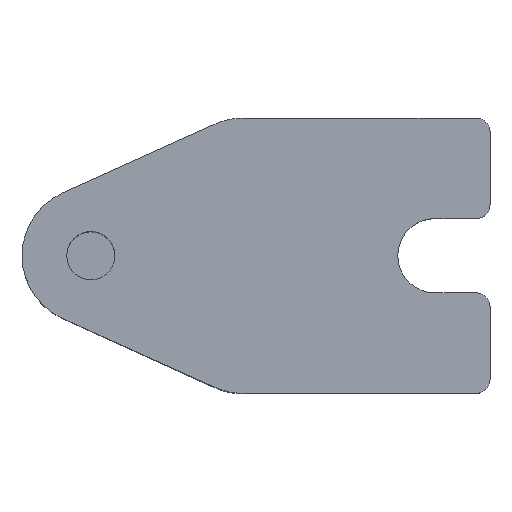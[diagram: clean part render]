
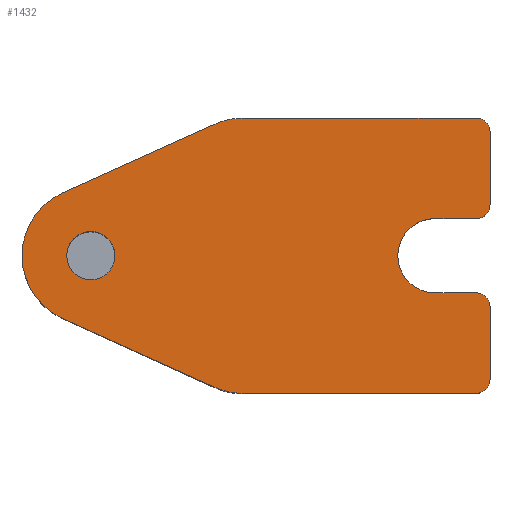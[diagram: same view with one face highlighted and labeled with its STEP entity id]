
A CAD part, top view. The second image highlights one B-rep face of the part: STEP entity #1432.
In plain terms, the highlighted planar face has unit normal (0, 0, 1).
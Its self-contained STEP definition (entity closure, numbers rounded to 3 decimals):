
#263=CARTESIAN_POINT('',(0.,0.,5.));
#264=DIRECTION('',(0.,0.,-1.));
#265=DIRECTION('',(-1.,0.,0.));
#266=AXIS2_PLACEMENT_3D('',#263,#264,#265);
#271=CARTESIAN_POINT('',(0.,0.,5.));
#272=DIRECTION('',(0.,0.,-1.));
#273=DIRECTION('',(1.,0.,0.));
#274=AXIS2_PLACEMENT_3D('',#271,#272,#273);
#279=CARTESIAN_POINT('',(28.,9.,5.));
#280=DIRECTION('',(0.,0.,1.));
#281=DIRECTION('',(1.,0.,0.));
#282=AXIS2_PLACEMENT_3D('',#279,#280,#281);
#287=CARTESIAN_POINT('',(28.,3.7,5.));
#288=DIRECTION('',(0.,0.,1.));
#289=DIRECTION('',(0.707,-0.707,0.));
#290=AXIS2_PLACEMENT_3D('',#287,#288,#289);
#295=CARTESIAN_POINT('',(28.,3.7,5.));
#296=DIRECTION('',(0.,0.,1.));
#297=DIRECTION('',(0.,-1.,0.));
#298=AXIS2_PLACEMENT_3D('',#295,#296,#297);
#303=DIRECTION('',(1.,0.,0.));
#304=VECTOR('',#303,3.);
#305=CARTESIAN_POINT('',(25.,2.7,5.));
#306=LINE('',#305,#304);
#310=CARTESIAN_POINT('',(25.,0.,5.));
#311=DIRECTION('',(0.,0.,-1.));
#312=DIRECTION('',(-1.,0.,0.));
#313=AXIS2_PLACEMENT_3D('',#310,#311,#312);
#318=CARTESIAN_POINT('',(25.,0.,5.));
#319=DIRECTION('',(0.,0.,-1.));
#320=DIRECTION('',(0.,-1.,0.));
#321=AXIS2_PLACEMENT_3D('',#318,#319,#320);
#326=DIRECTION('',(-1.,0.,0.));
#327=VECTOR('',#326,3.);
#328=CARTESIAN_POINT('',(28.,-2.7,5.));
#329=LINE('',#328,#327);
#333=CARTESIAN_POINT('',(28.,-3.7,5.));
#334=DIRECTION('',(0.,0.,1.));
#335=DIRECTION('',(0.707,0.707,0.));
#336=AXIS2_PLACEMENT_3D('',#333,#334,#335);
#341=CARTESIAN_POINT('',(28.,-3.7,5.));
#342=DIRECTION('',(0.,0.,1.));
#343=DIRECTION('',(1.,0.,0.));
#344=AXIS2_PLACEMENT_3D('',#341,#342,#343);
#349=DIRECTION('',(0.,1.,0.));
#350=VECTOR('',#349,5.3);
#351=CARTESIAN_POINT('',(29.,-9.,5.));
#352=LINE('',#351,#350);
#356=CARTESIAN_POINT('',(28.,-9.,5.));
#357=DIRECTION('',(0.,0.,1.));
#358=DIRECTION('',(0.707,-0.707,0.));
#359=AXIS2_PLACEMENT_3D('',#356,#357,#358);
#364=CARTESIAN_POINT('',(28.,-9.,5.));
#365=DIRECTION('',(0.,0.,1.));
#366=DIRECTION('',(0.,-1.,0.));
#367=AXIS2_PLACEMENT_3D('',#364,#365,#366);
#372=DIRECTION('',(1.,0.,0.));
#373=VECTOR('',#372,16.924);
#374=CARTESIAN_POINT('',(11.076,-10.,5.));
#375=LINE('',#374,#373);
#379=CARTESIAN_POINT('',(11.076,-5.,5.));
#380=DIRECTION('',(0.,0.,1.));
#381=DIRECTION('',(-0.21,-0.978,0.));
#382=AXIS2_PLACEMENT_3D('',#379,#380,#381);
#387=CARTESIAN_POINT('',(11.076,-5.,5.));
#388=DIRECTION('',(0.,0.,1.));
#389=DIRECTION('',(-0.411,-0.911,0.));
#390=AXIS2_PLACEMENT_3D('',#387,#388,#389);
#395=DIRECTION('',(0.911,-0.411,0.));
#396=VECTOR('',#395,12.153);
#397=CARTESIAN_POINT('',(-2.057,-4.557,5.));
#398=LINE('',#397,#396);
#402=CARTESIAN_POINT('',(0.,0.,5.));
#403=DIRECTION('',(0.,0.,1.));
#404=DIRECTION('',(-0.411,0.911,0.));
#405=AXIS2_PLACEMENT_3D('',#402,#403,#404);
#410=DIRECTION('',(-0.911,-0.411,0.));
#411=VECTOR('',#410,12.153);
#412=CARTESIAN_POINT('',(9.019,9.557,5.));
#413=LINE('',#412,#411);
#417=CARTESIAN_POINT('',(11.076,5.,5.));
#418=DIRECTION('',(0.,0.,1.));
#419=DIRECTION('',(-0.21,0.978,0.));
#420=AXIS2_PLACEMENT_3D('',#417,#418,#419);
#425=CARTESIAN_POINT('',(11.076,5.,5.));
#426=DIRECTION('',(0.,0.,1.));
#427=DIRECTION('',(0.,1.,0.));
#428=AXIS2_PLACEMENT_3D('',#425,#426,#427);
#433=DIRECTION('',(-1.,0.,0.));
#434=VECTOR('',#433,16.924);
#435=CARTESIAN_POINT('',(28.,10.,5.));
#436=LINE('',#435,#434);
#440=CARTESIAN_POINT('',(28.,9.,5.));
#441=DIRECTION('',(0.,0.,1.));
#442=DIRECTION('',(0.707,0.707,0.));
#443=AXIS2_PLACEMENT_3D('',#440,#441,#442);
#515=DIRECTION('',(0.,-1.,0.));
#516=VECTOR('',#515,5.3);
#517=CARTESIAN_POINT('',(29.,9.,5.));
#518=LINE('',#517,#516);
#1132=CARTESIAN_POINT('',(29.,9.,5.));
#1133=VERTEX_POINT('',#1132);
#1134=CARTESIAN_POINT('',(28.,10.,5.));
#1135=VERTEX_POINT('',#1134);
#1136=CARTESIAN_POINT('',(29.,3.7,5.));
#1137=VERTEX_POINT('',#1136);
#1140=CARTESIAN_POINT('',(28.707,9.707,5.));
#1141=VERTEX_POINT('',#1140);
#1148=CARTESIAN_POINT('',(11.076,10.,5.));
#1149=VERTEX_POINT('',#1148);
#1154=CARTESIAN_POINT('',(28.,2.7,5.));
#1155=VERTEX_POINT('',#1154);
#1156=CARTESIAN_POINT('',(28.707,2.993,5.));
#1157=VERTEX_POINT('',#1156);
#1172=CARTESIAN_POINT('',(25.,2.7,5.));
#1173=VERTEX_POINT('',#1172);
#1174=CARTESIAN_POINT('',(10.024,9.888,5.));
#1175=CARTESIAN_POINT('',(9.019,9.557,5.));
#1176=VERTEX_POINT('',#1174);
#1177=VERTEX_POINT('',#1175);
#1188=CARTESIAN_POINT('',(29.,-3.7,5.));
#1189=VERTEX_POINT('',#1188);
#1190=CARTESIAN_POINT('',(28.,-2.7,5.));
#1191=VERTEX_POINT('',#1190);
#1192=CARTESIAN_POINT('',(-2.057,4.557,5.));
#1193=VERTEX_POINT('',#1192);
#1194=CARTESIAN_POINT('',(22.3,0.,5.));
#1195=VERTEX_POINT('',#1194);
#1196=CARTESIAN_POINT('',(25.,-2.7,5.));
#1197=VERTEX_POINT('',#1196);
#1208=CARTESIAN_POINT('',(28.707,-9.707,5.));
#1209=CARTESIAN_POINT('',(29.,-9.,5.));
#1210=VERTEX_POINT('',#1208);
#1211=VERTEX_POINT('',#1209);
#1212=CARTESIAN_POINT('',(28.,-10.,5.));
#1213=VERTEX_POINT('',#1212);
#1216=CARTESIAN_POINT('',(28.707,-2.993,5.));
#1217=VERTEX_POINT('',#1216);
#1218=CARTESIAN_POINT('',(-2.057,-4.557,5.));
#1219=VERTEX_POINT('',#1218);
#1226=CARTESIAN_POINT('',(9.019,-9.557,5.));
#1227=VERTEX_POINT('',#1226);
#1235=CARTESIAN_POINT('',(11.076,-10.,5.));
#1236=VERTEX_POINT('',#1235);
#1237=CARTESIAN_POINT('',(10.024,-9.888,5.));
#1238=VERTEX_POINT('',#1237);
#1269=CARTESIAN_POINT('',(1.75,0.,5.));
#1271=VERTEX_POINT('',#1269);
#1273=CARTESIAN_POINT('',(-1.75,0.,5.));
#1275=VERTEX_POINT('',#1273);
#1376=CARTESIAN_POINT('',(18.046,0.,5.));
#1377=DIRECTION('',(0.,0.,1.));
#1378=DIRECTION('',(1.,0.,0.));
#1379=AXIS2_PLACEMENT_3D('',#1376,#1377,#1378);
#1380=PLANE('',#1379);
#1381=ORIENTED_EDGE('',*,*,#1299,.F.);
#1383=ORIENTED_EDGE('',*,*,#1382,.T.);
#1385=ORIENTED_EDGE('',*,*,#1384,.F.);
#1387=ORIENTED_EDGE('',*,*,#1386,.F.);
#1389=ORIENTED_EDGE('',*,*,#1388,.F.);
#1391=ORIENTED_EDGE('',*,*,#1390,.F.);
#1393=ORIENTED_EDGE('',*,*,#1392,.F.);
#1395=ORIENTED_EDGE('',*,*,#1394,.F.);
#1397=ORIENTED_EDGE('',*,*,#1396,.F.);
#1399=ORIENTED_EDGE('',*,*,#1398,.F.);
#1401=ORIENTED_EDGE('',*,*,#1400,.F.);
#1403=ORIENTED_EDGE('',*,*,#1402,.F.);
#1405=ORIENTED_EDGE('',*,*,#1404,.F.);
#1407=ORIENTED_EDGE('',*,*,#1406,.F.);
#1409=ORIENTED_EDGE('',*,*,#1408,.F.);
#1411=ORIENTED_EDGE('',*,*,#1410,.F.);
#1413=ORIENTED_EDGE('',*,*,#1412,.F.);
#1415=ORIENTED_EDGE('',*,*,#1414,.F.);
#1417=ORIENTED_EDGE('',*,*,#1416,.F.);
#1419=ORIENTED_EDGE('',*,*,#1418,.F.);
#1421=ORIENTED_EDGE('',*,*,#1420,.F.);
#1422=ORIENTED_EDGE('',*,*,#1364,.F.);
#1423=ORIENTED_EDGE('',*,*,#1301,.F.);
#1424=EDGE_LOOP('',(#1381,#1383,#1385,#1387,#1389,#1391,#1393,#1395,#1397,#1399,
#1401,#1403,#1405,#1407,#1409,#1411,#1413,#1415,#1417,#1419,#1421,#1422,#1423));
#1425=FACE_OUTER_BOUND('',#1424,.F.);
#1427=ORIENTED_EDGE('',*,*,#1426,.F.);
#1429=ORIENTED_EDGE('',*,*,#1428,.F.);
#1430=EDGE_LOOP('',(#1427,#1429));
#1431=FACE_BOUND('',#1430,.F.);
#267=CIRCLE('',#266,1.75);
#275=CIRCLE('',#274,1.75);
#283=CIRCLE('',#282,1.);
#291=CIRCLE('',#290,1.);
#299=CIRCLE('',#298,1.);
#314=CIRCLE('',#313,2.7);
#322=CIRCLE('',#321,2.7);
#337=CIRCLE('',#336,1.);
#345=CIRCLE('',#344,1.);
#360=CIRCLE('',#359,1.);
#368=CIRCLE('',#367,1.);
#383=CIRCLE('',#382,5.);
#391=CIRCLE('',#390,5.);
#406=CIRCLE('',#405,5.);
#421=CIRCLE('',#420,5.);
#429=CIRCLE('',#428,5.);
#444=CIRCLE('',#443,1.);
#1299=EDGE_CURVE('',#1133,#1141,#283,.T.);
#1301=EDGE_CURVE('',#1141,#1135,#444,.T.);
#1364=EDGE_CURVE('',#1135,#1149,#436,.T.);
#1382=EDGE_CURVE('',#1133,#1137,#518,.T.);
#1384=EDGE_CURVE('',#1157,#1137,#291,.T.);
#1386=EDGE_CURVE('',#1155,#1157,#299,.T.);
#1388=EDGE_CURVE('',#1173,#1155,#306,.T.);
#1390=EDGE_CURVE('',#1195,#1173,#314,.T.);
#1392=EDGE_CURVE('',#1197,#1195,#322,.T.);
#1394=EDGE_CURVE('',#1191,#1197,#329,.T.);
#1396=EDGE_CURVE('',#1217,#1191,#337,.T.);
#1398=EDGE_CURVE('',#1189,#1217,#345,.T.);
#1400=EDGE_CURVE('',#1211,#1189,#352,.T.);
#1402=EDGE_CURVE('',#1210,#1211,#360,.T.);
#1404=EDGE_CURVE('',#1213,#1210,#368,.T.);
#1406=EDGE_CURVE('',#1236,#1213,#375,.T.);
#1408=EDGE_CURVE('',#1238,#1236,#383,.T.);
#1410=EDGE_CURVE('',#1227,#1238,#391,.T.);
#1412=EDGE_CURVE('',#1219,#1227,#398,.T.);
#1414=EDGE_CURVE('',#1193,#1219,#406,.T.);
#1416=EDGE_CURVE('',#1177,#1193,#413,.T.);
#1418=EDGE_CURVE('',#1176,#1177,#421,.T.);
#1420=EDGE_CURVE('',#1149,#1176,#429,.T.);
#1426=EDGE_CURVE('',#1275,#1271,#267,.T.);
#1428=EDGE_CURVE('',#1271,#1275,#275,.T.);
#1432=ADVANCED_FACE('',(#1425,#1431),#1380,.T.);
